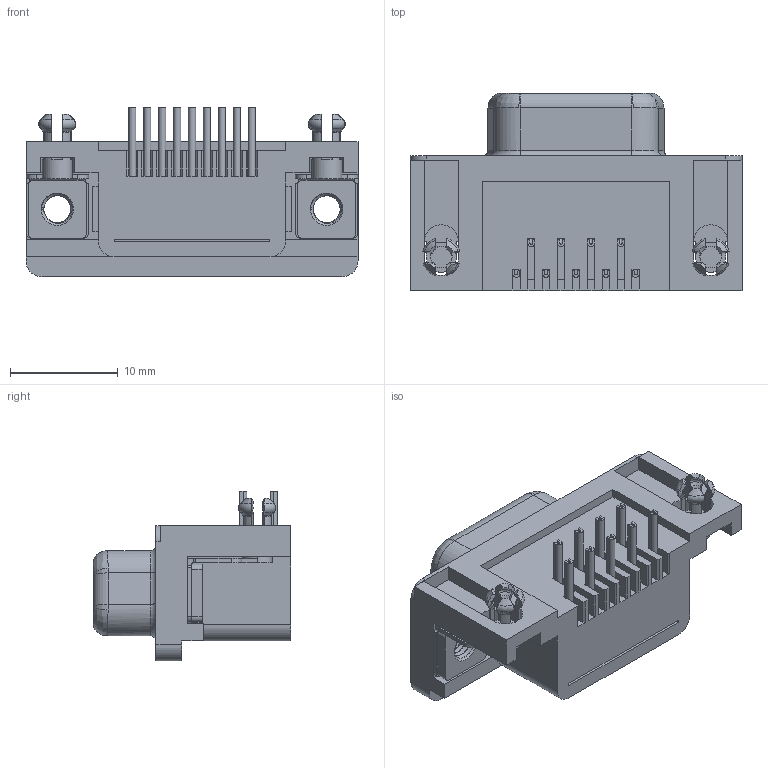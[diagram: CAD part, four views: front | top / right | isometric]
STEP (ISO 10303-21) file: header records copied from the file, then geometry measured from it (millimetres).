
FILE_DESCRIPTION((''),'2;1');
FILE_NAME('2125','2018-03-01T',('tim'),(''),'PRO/ENGINEER BY PARAMETRIC TECHNOLOGY CORPORATION, 2008230','PRO/ENGINEER BY PARAMETRIC TECHNOLOGY CORPORATION, 2008230','');
FILE_SCHEMA(('CONFIG_CONTROL_DESIGN'));
Length unit declared in the file: millimetre
Products named in the file (1): 2125
Bounding box: 30.8 x 18.3 x 15.75 mm (x, y, z)
Volume: 3122.1 mm3; surface area: 5523.6 mm2
Topology: 1 solids, 4 shells, 1425 faces, 4000 edges, 2553 vertices
Faces by surface type: plane 820, cylinder 377, torus 96, cone 80, bspline 52
Entity records: 50184 total; most frequent: CARTESIAN_POINT 14070, ORIENTED_EDGE 7997, DIRECTION 6921, EDGE_CURVE 4000, VECTOR 2601, LINE 2601, VERTEX_POINT 2553, AXIS2_PLACEMENT_3D 2160
